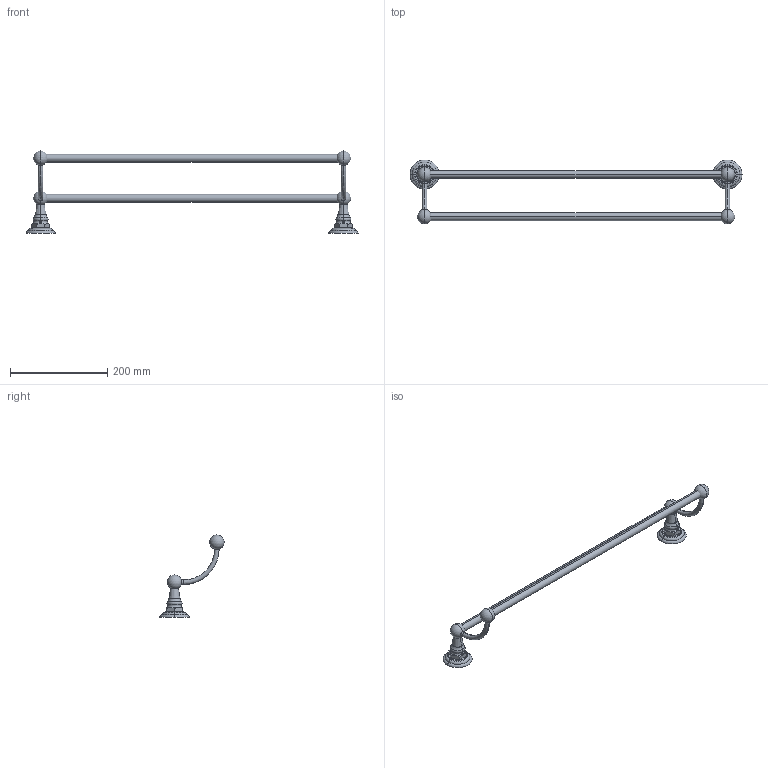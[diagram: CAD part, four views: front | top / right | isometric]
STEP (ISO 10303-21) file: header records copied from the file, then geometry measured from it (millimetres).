
FILE_DESCRIPTION((''),'2;1');
FILE_NAME('13-05_SW0001','2010-06-04T',('pnmurthy'),(''),'PRO/ENGINEER BY PARAMETRIC TECHNOLOGY CORPORATION, 2009300','PRO/ENGINEER BY PARAMETRIC TECHNOLOGY CORPORATION, 2009300','');
FILE_SCHEMA(('CONFIG_CONTROL_DESIGN'));
Length unit declared in the file: inch
Products named in the file (1): 13-05_SW0001
Bounding box: 684.31 x 132.06 x 169.33 mm (x, y, z)
Surface area: 102329.5 mm2 (no closed solid volume)
Topology: 0 solids, 16 shells, 84 faces, 248 edges, 160 vertices
Faces by surface type: torus 28, plane 20, cylinder 16, sphere 8, cone 8, bspline 4
Entity records: 3631 total; most frequent: CARTESIAN_POINT 1486, DIRECTION 466, ORIENTED_EDGE 384, EDGE_CURVE 240, AXIS2_PLACEMENT_3D 208, VERTEX_POINT 160, CIRCLE 128, EDGE_LOOP 84
